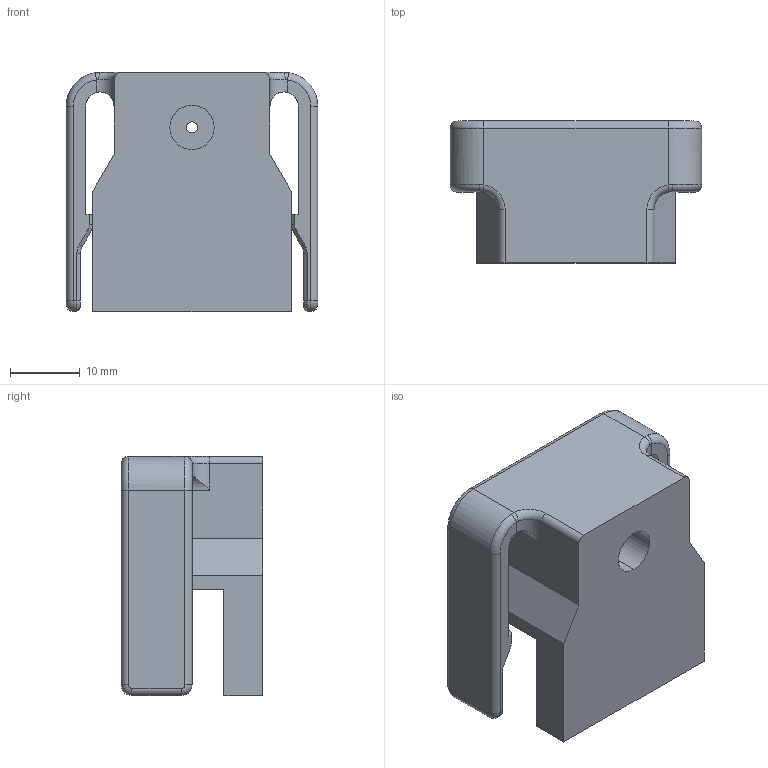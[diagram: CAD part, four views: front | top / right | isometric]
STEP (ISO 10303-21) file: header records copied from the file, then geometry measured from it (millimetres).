
FILE_DESCRIPTION (( 'STEP AP214' ), '1' );
FILE_NAME ('FD_1842314-A_Programming-Fixture.STEP', '2020-11-12T17:10:06', ( '' ), ( '' ), 'SwSTEP 2.0', 'SolidWorks 2019', '' );
FILE_SCHEMA (( 'AUTOMOTIVE_DESIGN' ));
Length unit declared in the file: inch
Products named in the file (1): FD_1842314-A_Programming-Fixture
Bounding box: 36.07 x 20.32 x 34.29 mm (x, y, z)
Volume: 11877.8 mm3; surface area: 5940.1 mm2
Topology: 1 solids, 1 shells, 139 faces, 346 edges, 213 vertices
Faces by surface type: plane 65, cylinder 42, cone 16, torus 14, bspline 2
Entity records: 4186 total; most frequent: CARTESIAN_POINT 775, DIRECTION 730, ORIENTED_EDGE 692, EDGE_CURVE 346, AXIS2_PLACEMENT_3D 256, VECTOR 218, LINE 218, VERTEX_POINT 213
